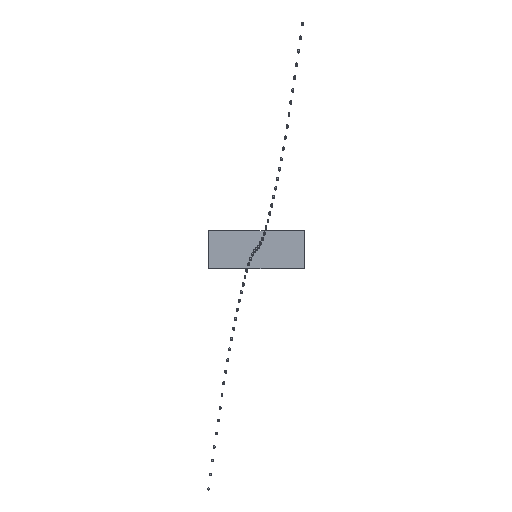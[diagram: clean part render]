
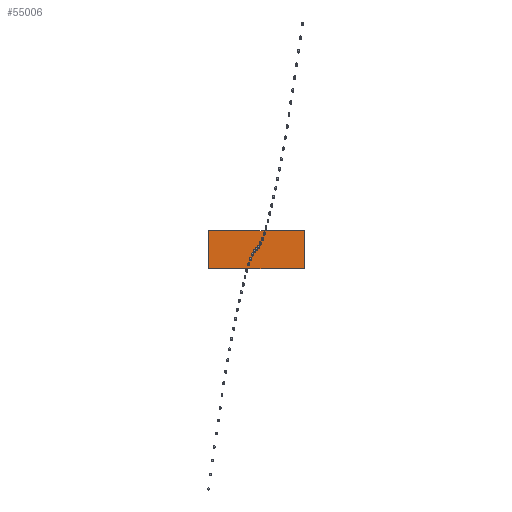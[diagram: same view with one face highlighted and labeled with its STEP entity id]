
A CAD part, top view. The second image highlights one B-rep face of the part: STEP entity #55006.
In plain terms, the highlighted planar face has unit normal (0, 0, 1).
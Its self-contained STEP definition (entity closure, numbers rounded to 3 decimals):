
#54692 = VERTEX_POINT('',#54693);
#54693 = CARTESIAN_POINT('',(-25.,-10.,50.5));
#54700 = PLANE('',#54701);
#54701 = AXIS2_PLACEMENT_3D('',#54702,#54703,#54704);
#54702 = CARTESIAN_POINT('',(-25.,-10.,49.5));
#54703 = DIRECTION('',(1.,0.,0.));
#54704 = DIRECTION('',(0.,0.,1.));
#54712 = PLANE('',#54713);
#54713 = AXIS2_PLACEMENT_3D('',#54714,#54715,#54716);
#54714 = CARTESIAN_POINT('',(-25.,-10.,49.5));
#54715 = DIRECTION('',(0.,1.,0.));
#54716 = DIRECTION('',(0.,0.,1.));
#54753 = VERTEX_POINT('',#54754);
#54754 = CARTESIAN_POINT('',(-25.,10.,50.5));
#54768 = PLANE('',#54769);
#54769 = AXIS2_PLACEMENT_3D('',#54770,#54771,#54772);
#54770 = CARTESIAN_POINT('',(-25.,10.,49.5));
#54771 = DIRECTION('',(0.,1.,0.));
#54772 = DIRECTION('',(0.,0.,1.));
#54780 = EDGE_CURVE('',#54692,#54753,#54781,.T.);
#54781 = SURFACE_CURVE('',#54782,(#54786,#54793),.PCURVE_S1.);
#54782 = LINE('',#54783,#54784);
#54783 = CARTESIAN_POINT('',(-25.,-10.,50.5));
#54784 = VECTOR('',#54785,1.);
#54785 = DIRECTION('',(0.,1.,0.));
#54786 = PCURVE('',#54700,#54787);
#54787 = DEFINITIONAL_REPRESENTATION('',(#54788),#54792);
#54788 = LINE('',#54789,#54790);
#54789 = CARTESIAN_POINT('',(1.,0.));
#54790 = VECTOR('',#54791,1.);
#54791 = DIRECTION('',(0.,-1.));
#54792 = ( GEOMETRIC_REPRESENTATION_CONTEXT(2) 
PARAMETRIC_REPRESENTATION_CONTEXT() REPRESENTATION_CONTEXT('2D SPACE',''
  ) );
#54793 = PCURVE('',#54794,#54799);
#54794 = PLANE('',#54795);
#54795 = AXIS2_PLACEMENT_3D('',#54796,#54797,#54798);
#54796 = CARTESIAN_POINT('',(-25.,-10.,50.5));
#54797 = DIRECTION('',(0.,0.,1.));
#54798 = DIRECTION('',(1.,0.,0.));
#54799 = DEFINITIONAL_REPRESENTATION('',(#54800),#54804);
#54800 = LINE('',#54801,#54802);
#54801 = CARTESIAN_POINT('',(0.,0.));
#54802 = VECTOR('',#54803,1.);
#54803 = DIRECTION('',(0.,1.));
#54804 = ( GEOMETRIC_REPRESENTATION_CONTEXT(2) 
PARAMETRIC_REPRESENTATION_CONTEXT() REPRESENTATION_CONTEXT('2D SPACE',''
  ) );
#54812 = VERTEX_POINT('',#54813);
#54813 = CARTESIAN_POINT('',(25.,-10.,50.5));
#54820 = PLANE('',#54821);
#54821 = AXIS2_PLACEMENT_3D('',#54822,#54823,#54824);
#54822 = CARTESIAN_POINT('',(25.,-10.,49.5));
#54823 = DIRECTION('',(1.,0.,0.));
#54824 = DIRECTION('',(0.,0.,1.));
#54863 = VERTEX_POINT('',#54864);
#54864 = CARTESIAN_POINT('',(25.,10.,50.5));
#54885 = EDGE_CURVE('',#54812,#54863,#54886,.T.);
#54886 = SURFACE_CURVE('',#54887,(#54891,#54898),.PCURVE_S1.);
#54887 = LINE('',#54888,#54889);
#54888 = CARTESIAN_POINT('',(25.,-10.,50.5));
#54889 = VECTOR('',#54890,1.);
#54890 = DIRECTION('',(0.,1.,0.));
#54891 = PCURVE('',#54820,#54892);
#54892 = DEFINITIONAL_REPRESENTATION('',(#54893),#54897);
#54893 = LINE('',#54894,#54895);
#54894 = CARTESIAN_POINT('',(1.,0.));
#54895 = VECTOR('',#54896,1.);
#54896 = DIRECTION('',(0.,-1.));
#54897 = ( GEOMETRIC_REPRESENTATION_CONTEXT(2) 
PARAMETRIC_REPRESENTATION_CONTEXT() REPRESENTATION_CONTEXT('2D SPACE',''
  ) );
#54898 = PCURVE('',#54794,#54899);
#54899 = DEFINITIONAL_REPRESENTATION('',(#54900),#54904);
#54900 = LINE('',#54901,#54902);
#54901 = CARTESIAN_POINT('',(50.,0.));
#54902 = VECTOR('',#54903,1.);
#54903 = DIRECTION('',(0.,1.));
#54904 = ( GEOMETRIC_REPRESENTATION_CONTEXT(2) 
PARAMETRIC_REPRESENTATION_CONTEXT() REPRESENTATION_CONTEXT('2D SPACE',''
  ) );
#54931 = EDGE_CURVE('',#54692,#54812,#54932,.T.);
#54932 = SURFACE_CURVE('',#54933,(#54937,#54944),.PCURVE_S1.);
#54933 = LINE('',#54934,#54935);
#54934 = CARTESIAN_POINT('',(-25.,-10.,50.5));
#54935 = VECTOR('',#54936,1.);
#54936 = DIRECTION('',(1.,0.,0.));
#54937 = PCURVE('',#54712,#54938);
#54938 = DEFINITIONAL_REPRESENTATION('',(#54939),#54943);
#54939 = LINE('',#54940,#54941);
#54940 = CARTESIAN_POINT('',(1.,0.));
#54941 = VECTOR('',#54942,1.);
#54942 = DIRECTION('',(0.,1.));
#54943 = ( GEOMETRIC_REPRESENTATION_CONTEXT(2) 
PARAMETRIC_REPRESENTATION_CONTEXT() REPRESENTATION_CONTEXT('2D SPACE',''
  ) );
#54944 = PCURVE('',#54794,#54945);
#54945 = DEFINITIONAL_REPRESENTATION('',(#54946),#54950);
#54946 = LINE('',#54947,#54948);
#54947 = CARTESIAN_POINT('',(0.,0.));
#54948 = VECTOR('',#54949,1.);
#54949 = DIRECTION('',(1.,0.));
#54950 = ( GEOMETRIC_REPRESENTATION_CONTEXT(2) 
PARAMETRIC_REPRESENTATION_CONTEXT() REPRESENTATION_CONTEXT('2D SPACE',''
  ) );
#54978 = EDGE_CURVE('',#54753,#54863,#54979,.T.);
#54979 = SURFACE_CURVE('',#54980,(#54984,#54991),.PCURVE_S1.);
#54980 = LINE('',#54981,#54982);
#54981 = CARTESIAN_POINT('',(-25.,10.,50.5));
#54982 = VECTOR('',#54983,1.);
#54983 = DIRECTION('',(1.,0.,0.));
#54984 = PCURVE('',#54768,#54985);
#54985 = DEFINITIONAL_REPRESENTATION('',(#54986),#54990);
#54986 = LINE('',#54987,#54988);
#54987 = CARTESIAN_POINT('',(1.,0.));
#54988 = VECTOR('',#54989,1.);
#54989 = DIRECTION('',(0.,1.));
#54990 = ( GEOMETRIC_REPRESENTATION_CONTEXT(2) 
PARAMETRIC_REPRESENTATION_CONTEXT() REPRESENTATION_CONTEXT('2D SPACE',''
  ) );
#54991 = PCURVE('',#54794,#54992);
#54992 = DEFINITIONAL_REPRESENTATION('',(#54993),#54997);
#54993 = LINE('',#54994,#54995);
#54994 = CARTESIAN_POINT('',(0.,20.));
#54995 = VECTOR('',#54996,1.);
#54996 = DIRECTION('',(1.,0.));
#54997 = ( GEOMETRIC_REPRESENTATION_CONTEXT(2) 
PARAMETRIC_REPRESENTATION_CONTEXT() REPRESENTATION_CONTEXT('2D SPACE',''
  ) );
#55006 = ADVANCED_FACE('',(#55007),#54794,.T.);
#55007 = FACE_BOUND('',#55008,.T.);
#55008 = EDGE_LOOP('',(#55009,#55010,#55011,#55012));
#55009 = ORIENTED_EDGE('',*,*,#54780,.F.);
#55010 = ORIENTED_EDGE('',*,*,#54931,.T.);
#55011 = ORIENTED_EDGE('',*,*,#54885,.T.);
#55012 = ORIENTED_EDGE('',*,*,#54978,.F.);
